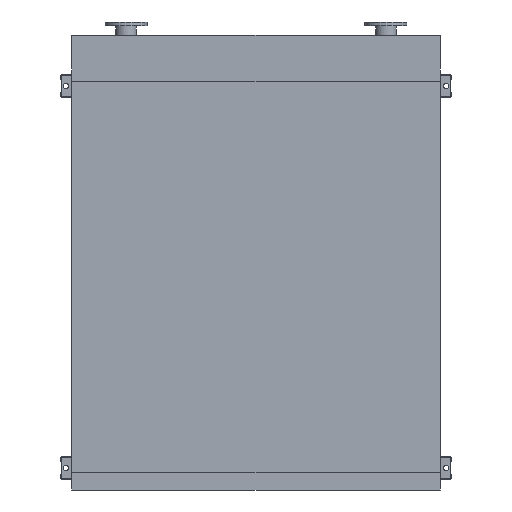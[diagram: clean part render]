
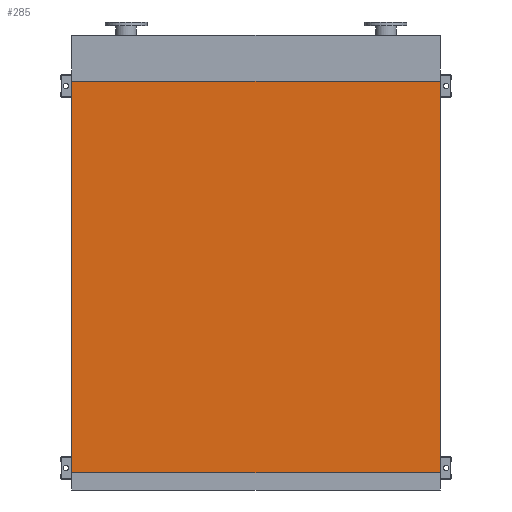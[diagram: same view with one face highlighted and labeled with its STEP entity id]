
A CAD part, front view. The second image highlights one B-rep face of the part: STEP entity #285.
In plain terms, the highlighted planar face has unit normal (0, -1, 0).
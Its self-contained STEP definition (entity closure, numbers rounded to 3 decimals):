
#285 = ADVANCED_FACE ( 'NONE', ( #8969 ), #7551, .T. ) ;
#921 = DIRECTION ( 'NONE',  ( 1., 0., 0. ) ) ;
#1198 = EDGE_LOOP ( 'NONE', ( #3782, #14312, #4207, #8699 ) ) ;
#1438 = DIRECTION ( 'NONE',  ( 1., 0., 0. ) ) ;
#1739 = CARTESIAN_POINT ( 'NONE',  ( 965., 0., -2050. ) ) ;
#2115 = VERTEX_POINT ( 'NONE', #4878 ) ;
#2593 = CARTESIAN_POINT ( 'NONE',  ( -965., 0., 0. ) ) ;
#3096 = EDGE_CURVE ( 'NONE', #15412, #5747, #13383, .T. ) ;
#3782 = ORIENTED_EDGE ( 'NONE', *, *, #8468, .F. ) ;
#4207 = ORIENTED_EDGE ( 'NONE', *, *, #9211, .T. ) ;
#4878 = CARTESIAN_POINT ( 'NONE',  ( 965., 0., 0. ) ) ;
#5747 = VERTEX_POINT ( 'NONE', #2593 ) ;
#5947 = VECTOR ( 'NONE', #1438, 1000. ) ;
#6808 = LINE ( 'NONE', #7159, #5947 ) ;
#7159 = CARTESIAN_POINT ( 'NONE',  ( -965., 0., 0. ) ) ;
#7219 = VECTOR ( 'NONE', #921, 1000. ) ;
#7551 = PLANE ( 'NONE',  #16429 ) ;
#7610 = DIRECTION ( 'NONE',  ( 0., -1., 0. ) ) ;
#8334 = EDGE_CURVE ( 'NONE', #11676, #2115, #15830, .T. ) ;
#8468 = EDGE_CURVE ( 'NONE', #5747, #2115, #6808, .T. ) ;
#8699 = ORIENTED_EDGE ( 'NONE', *, *, #8334, .T. ) ;
#8969 = FACE_OUTER_BOUND ( 'NONE', #1198, .T. ) ;
#9211 = EDGE_CURVE ( 'NONE', #15412, #11676, #10713, .T. ) ;
#9812 = CARTESIAN_POINT ( 'NONE',  ( -965., 0., -2050. ) ) ;
#10713 = LINE ( 'NONE', #17269, #7219 ) ;
#11452 = CARTESIAN_POINT ( 'NONE',  ( -965., 0., -2050. ) ) ;
#11676 = VERTEX_POINT ( 'NONE', #1739 ) ;
#12577 = VECTOR ( 'NONE', #13638, 1000. ) ;
#12607 = CARTESIAN_POINT ( 'NONE',  ( -965., 0., -2050. ) ) ;
#13179 = DIRECTION ( 'NONE',  ( 0., 0., 1. ) ) ;
#13383 = LINE ( 'NONE', #9812, #12577 ) ;
#13638 = DIRECTION ( 'NONE',  ( 0., 0., 1. ) ) ;
#14312 = ORIENTED_EDGE ( 'NONE', *, *, #3096, .F. ) ;
#14504 = CARTESIAN_POINT ( 'NONE',  ( 965., 0., -2050. ) ) ;
#15406 = VECTOR ( 'NONE', #13179, 1000. ) ;
#15412 = VERTEX_POINT ( 'NONE', #12607 ) ;
#15830 = LINE ( 'NONE', #14504, #15406 ) ;
#16429 = AXIS2_PLACEMENT_3D ( 'NONE', #11452, #7610, #16779 ) ;
#16779 = DIRECTION ( 'NONE',  ( 0., 0., -1. ) ) ;
#17269 = CARTESIAN_POINT ( 'NONE',  ( -965., 0., -2050. ) ) ;
